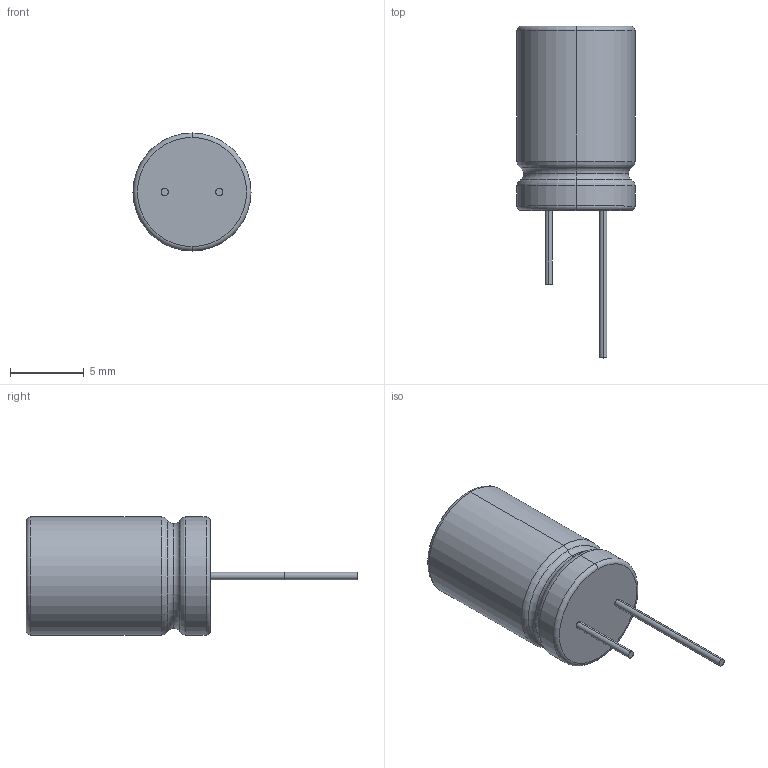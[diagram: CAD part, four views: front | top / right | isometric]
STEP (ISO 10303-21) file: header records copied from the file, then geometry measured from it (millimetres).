
FILE_DESCRIPTION (( 'STEP AP214' ), '1' );
FILE_NAME ('8D8CF9B6-B596-4EE6-8E60-B314BCA6780B.STEP', '2023-04-03T03:16:43', ( '' ), ( '' ), 'SwSTEP 2.0', 'SolidWorks 2022', '' );
FILE_SCHEMA (( 'AUTOMOTIVE_DESIGN' ));
Length unit declared in the file: millimetre
Products named in the file (1): 8D8CF9B6-B596-4EE6-8E60-B314BCA6780B
Bounding box: 8 x 22.5 x 8 mm (x, y, z)
Volume: 619.2 mm3; surface area: 439.1 mm2
Topology: 1 solids, 1 shells, 42 faces, 92 edges, 56 vertices
Faces by surface type: plane 18, cylinder 12, torus 12
Entity records: 1626 total; most frequent: DIRECTION 222, CARTESIAN_POINT 191, ORIENTED_EDGE 184, EDGE_CURVE 92, AXIS2_PLACEMENT_3D 87, VERTEX_POINT 56, LINE 48, VECTOR 48
